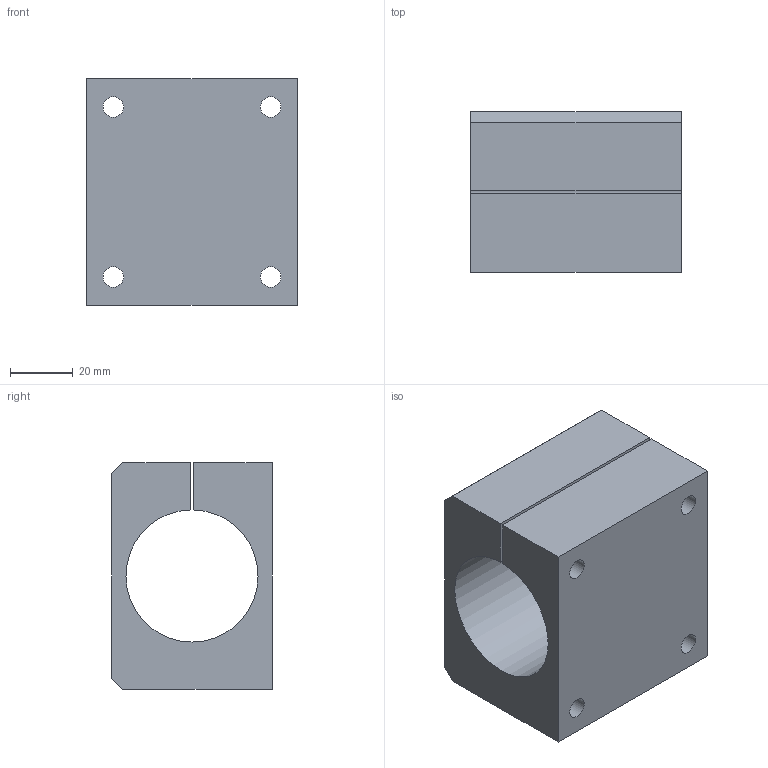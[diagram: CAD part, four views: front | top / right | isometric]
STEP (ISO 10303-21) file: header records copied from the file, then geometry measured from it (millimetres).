
FILE_DESCRIPTION(('STEP AP214'), '1');
FILE_NAME('Äåðæàòåëü øïèíäåëÿ 42ìì', '', ('UNSPECIFIED'), ('UNSPECIFIED'), 'ASCON STEP Converter 1.6', 'ASCON Math Kernel', '');
FILE_SCHEMA(('AUTOMOTIVE_DESIGN { 1 0 10303 214 3 1 1}'));
Length unit declared in the file: millimetre
Bounding box: 67 x 51 x 72 mm (x, y, z)
Volume: 143175.1 mm3; surface area: 35521.7 mm2
Topology: 1 solids, 1 shells, 26 faces, 60 edges, 40 vertices
Faces by surface type: plane 15, cylinder 11
Full cylindrical faces by diameter (mm): 6.5 x6, 10.5 x4
Entity records: 972 total; most frequent: DIRECTION 126, CARTESIAN_POINT 117, ORIENTED_EDGE 100, EDGE_LOOP 52, EDGE_CURVE 50, AXIS2_PLACEMENT_3D 49, VERTEX_POINT 40, FACE_BOUND 32
